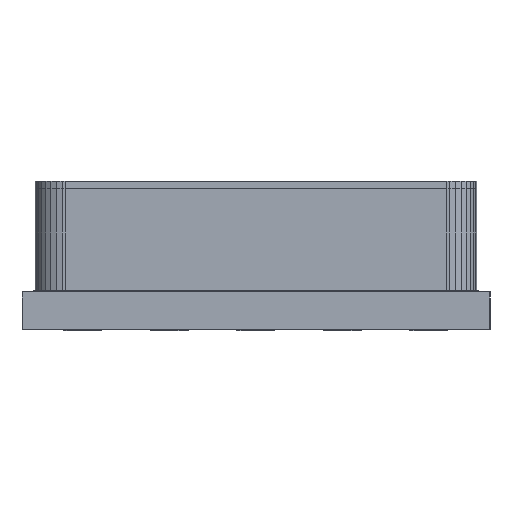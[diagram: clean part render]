
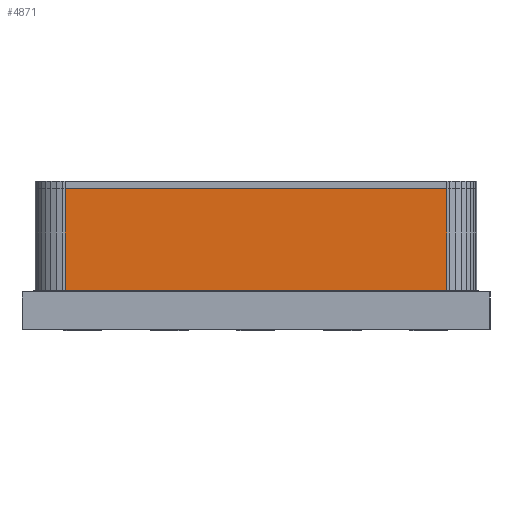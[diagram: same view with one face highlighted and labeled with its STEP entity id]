
A CAD part, left-side view. The second image highlights one B-rep face of the part: STEP entity #4871.
In plain terms, the highlighted planar face has unit normal (-1, 0, 0).
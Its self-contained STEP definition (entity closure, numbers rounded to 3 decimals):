
#4773 = EDGE_CURVE('',#4774,#4776,#4778,.T.);
#4774 = VERTEX_POINT('',#4775);
#4775 = CARTESIAN_POINT('',(-0.15,5.05,0.));
#4776 = VERTEX_POINT('',#4777);
#4777 = CARTESIAN_POINT('',(-0.15,5.05,2.7));
#4778 = LINE('',#4779,#4780);
#4779 = CARTESIAN_POINT('',(-0.15,5.05,0.));
#4780 = VECTOR('',#4781,1.);
#4781 = DIRECTION('',(0.,0.,1.));
#4846 = VERTEX_POINT('',#4847);
#4847 = CARTESIAN_POINT('',(-0.15,-5.05,2.7));
#4853 = EDGE_CURVE('',#4854,#4846,#4856,.T.);
#4854 = VERTEX_POINT('',#4855);
#4855 = CARTESIAN_POINT('',(-0.15,-5.05,0.));
#4856 = LINE('',#4857,#4858);
#4857 = CARTESIAN_POINT('',(-0.15,-5.05,0.));
#4858 = VECTOR('',#4859,1.);
#4859 = DIRECTION('',(0.,0.,1.));
#4871 = ADVANCED_FACE('',(#4872),#4888,.T.);
#4872 = FACE_BOUND('',#4873,.T.);
#4873 = EDGE_LOOP('',(#4874,#4875,#4881,#4882));
#4874 = ORIENTED_EDGE('',*,*,#4853,.T.);
#4875 = ORIENTED_EDGE('',*,*,#4876,.T.);
#4876 = EDGE_CURVE('',#4846,#4776,#4877,.T.);
#4877 = LINE('',#4878,#4879);
#4878 = CARTESIAN_POINT('',(-0.15,-5.05,2.7));
#4879 = VECTOR('',#4880,1.);
#4880 = DIRECTION('',(0.,1.,0.));
#4881 = ORIENTED_EDGE('',*,*,#4773,.F.);
#4882 = ORIENTED_EDGE('',*,*,#4883,.F.);
#4883 = EDGE_CURVE('',#4854,#4774,#4884,.T.);
#4884 = LINE('',#4885,#4886);
#4885 = CARTESIAN_POINT('',(-0.15,-5.05,0.));
#4886 = VECTOR('',#4887,1.);
#4887 = DIRECTION('',(0.,1.,0.));
#4888 = PLANE('',#4889);
#4889 = AXIS2_PLACEMENT_3D('',#4890,#4891,#4892);
#4890 = CARTESIAN_POINT('',(-0.15,-5.05,0.));
#4891 = DIRECTION('',(-1.,0.,0.));
#4892 = DIRECTION('',(0.,0.,1.));
